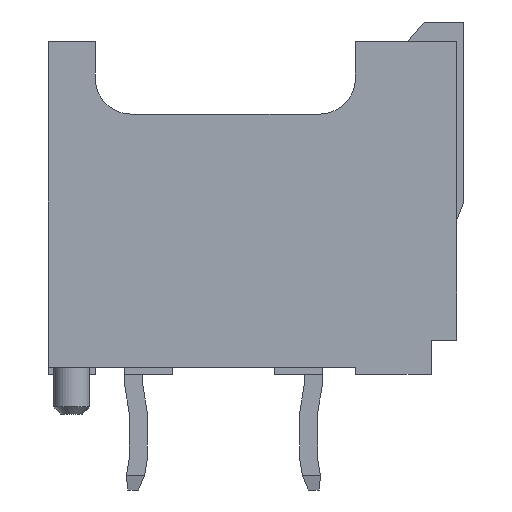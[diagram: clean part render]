
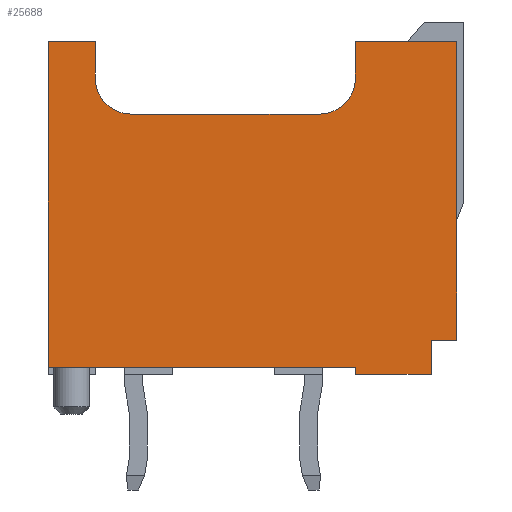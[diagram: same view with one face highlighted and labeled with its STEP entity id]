
A CAD part, left-side view. The second image highlights one B-rep face of the part: STEP entity #25688.
In plain terms, the highlighted face is planar.
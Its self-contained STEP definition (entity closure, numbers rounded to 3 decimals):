
#31=CIRCLE('',#26730,1.);
#32=CIRCLE('',#26731,1.);
#1072=ORIENTED_EDGE('',*,*,#5970,.T.);
#1073=ORIENTED_EDGE('',*,*,#5971,.T.);
#1074=ORIENTED_EDGE('',*,*,#5940,.T.);
#1075=ORIENTED_EDGE('',*,*,#5936,.F.);
#1076=ORIENTED_EDGE('',*,*,#5972,.F.);
#1077=ORIENTED_EDGE('',*,*,#5973,.F.);
#1078=ORIENTED_EDGE('',*,*,#5974,.F.);
#1079=ORIENTED_EDGE('',*,*,#5898,.F.);
#1080=ORIENTED_EDGE('',*,*,#5975,.F.);
#1081=ORIENTED_EDGE('',*,*,#5976,.F.);
#1082=ORIENTED_EDGE('',*,*,#5977,.F.);
#1083=ORIENTED_EDGE('',*,*,#5978,.F.);
#1084=ORIENTED_EDGE('',*,*,#5979,.F.);
#1085=ORIENTED_EDGE('',*,*,#5980,.F.);
#5898=EDGE_CURVE('',#8369,#8362,#10262,.T.);
#5936=EDGE_CURVE('',#8395,#8392,#10296,.T.);
#5940=EDGE_CURVE('',#8397,#8392,#10300,.T.);
#5970=EDGE_CURVE('',#8415,#8416,#10330,.T.);
#5971=EDGE_CURVE('',#8416,#8397,#10331,.T.);
#5972=EDGE_CURVE('',#8417,#8395,#10332,.T.);
#5973=EDGE_CURVE('',#8418,#8417,#10333,.T.);
#5974=EDGE_CURVE('',#8362,#8418,#10334,.T.);
#5975=EDGE_CURVE('',#8419,#8369,#10335,.T.);
#5976=EDGE_CURVE('',#8420,#8419,#31,.T.);
#5977=EDGE_CURVE('',#8421,#8420,#10336,.T.);
#5978=EDGE_CURVE('',#8422,#8421,#32,.T.);
#5979=EDGE_CURVE('',#8423,#8422,#10337,.T.);
#5980=EDGE_CURVE('',#8415,#8423,#10338,.T.);
#8362=VERTEX_POINT('',#33402);
#8369=VERTEX_POINT('',#33416);
#8392=VERTEX_POINT('',#33484);
#8395=VERTEX_POINT('',#33490);
#8397=VERTEX_POINT('',#33498);
#8415=VERTEX_POINT('',#33556);
#8416=VERTEX_POINT('',#33557);
#8417=VERTEX_POINT('',#33560);
#8418=VERTEX_POINT('',#33562);
#8419=VERTEX_POINT('',#33565);
#8420=VERTEX_POINT('',#33567);
#8421=VERTEX_POINT('',#33569);
#8422=VERTEX_POINT('',#33571);
#8423=VERTEX_POINT('',#33573);
#10262=LINE('',#33417,#12897);
#10296=LINE('',#33491,#12931);
#10300=LINE('',#33499,#12935);
#10330=LINE('',#33555,#12965);
#10331=LINE('',#33558,#12966);
#10332=LINE('',#33559,#12967);
#10333=LINE('',#33561,#12968);
#10334=LINE('',#33563,#12969);
#10335=LINE('',#33564,#12970);
#10336=LINE('',#33568,#12971);
#10337=LINE('',#33572,#12972);
#10338=LINE('',#33574,#12973);
#12897=VECTOR('',#28531,1000.);
#12931=VECTOR('',#28593,1000.);
#12935=VECTOR('',#28601,1000.);
#12965=VECTOR('',#28649,1000.);
#12966=VECTOR('',#28650,1000.);
#12967=VECTOR('',#28651,1000.);
#12968=VECTOR('',#28652,1000.);
#12969=VECTOR('',#28653,1000.);
#12970=VECTOR('',#28654,1000.);
#12971=VECTOR('',#28657,1000.);
#12972=VECTOR('',#28660,1000.);
#12973=VECTOR('',#28661,1000.);
#15209=EDGE_LOOP('',(#1072,#1073,#1074,#1075,#1076,#1077,#1078,#1079,#1080,
#1081,#1082,#1083,#1084,#1085));
#16339=FACE_BOUND('',#15209,.T.);
#17465=PLANE('',#26729);
#25688=ADVANCED_FACE('',(#16339),#17465,.T.);
#26729=AXIS2_PLACEMENT_3D('',#33554,#28647,#28648);
#26730=AXIS2_PLACEMENT_3D('',#33566,#28655,#28656);
#26731=AXIS2_PLACEMENT_3D('',#33570,#28658,#28659);
#28531=DIRECTION('',(0.,0.,1.));
#28593=DIRECTION('',(0.,0.,-1.));
#28601=DIRECTION('',(0.,1.,0.));
#28647=DIRECTION('',(1.,0.,0.));
#28648=DIRECTION('',(0.,0.,-1.));
#28649=DIRECTION('',(0.,1.,0.));
#28650=DIRECTION('',(0.,0.,1.));
#28651=DIRECTION('',(0.,1.,0.));
#28652=DIRECTION('',(0.,0.,-1.));
#28653=DIRECTION('',(0.,1.,0.));
#28654=DIRECTION('',(0.,-1.,0.));
#28655=DIRECTION('',(1.,0.,0.));
#28656=DIRECTION('',(0.,-1.,0.));
#28657=DIRECTION('',(0.,0.,1.));
#28658=DIRECTION('',(1.,0.,0.));
#28659=DIRECTION('',(0.,-1.,0.));
#28660=DIRECTION('',(0.,1.,0.));
#28661=DIRECTION('',(0.,0.,1.));
#33402=CARTESIAN_POINT('',(17.7,-4.325,5.55));
#33416=CARTESIAN_POINT('',(17.7,-4.325,2.75));
#33417=CARTESIAN_POINT('',(17.7,-4.325,5.75));
#33484=CARTESIAN_POINT('',(17.7,4.875,2.75));
#33490=CARTESIAN_POINT('',(17.7,4.875,4.85));
#33491=CARTESIAN_POINT('',(17.7,4.875,5.75));
#33498=CARTESIAN_POINT('',(17.7,4.675,2.75));
#33499=CARTESIAN_POINT('',(17.7,4.675,2.75));
#33554=CARTESIAN_POINT('',(17.7,-4.875,5.75));
#33555=CARTESIAN_POINT('',(17.7,-4.875,-5.75));
#33556=CARTESIAN_POINT('',(17.7,-4.325,-5.75));
#33557=CARTESIAN_POINT('',(17.7,4.675,-5.75));
#33558=CARTESIAN_POINT('',(17.7,4.675,-4.45));
#33559=CARTESIAN_POINT('',(17.7,3.925,4.85));
#33560=CARTESIAN_POINT('',(17.7,3.925,4.85));
#33561=CARTESIAN_POINT('',(17.7,3.925,5.55));
#33562=CARTESIAN_POINT('',(17.7,3.925,5.55));
#33563=CARTESIAN_POINT('',(17.7,0.625,5.55));
#33564=CARTESIAN_POINT('',(17.7,-3.325,2.75));
#33565=CARTESIAN_POINT('',(17.7,-3.325,2.75));
#33566=CARTESIAN_POINT('',(17.7,-3.325,1.75));
#33567=CARTESIAN_POINT('',(17.7,-2.325,1.75));
#33568=CARTESIAN_POINT('',(17.7,-2.325,-3.45));
#33569=CARTESIAN_POINT('',(17.7,-2.325,-3.45));
#33570=CARTESIAN_POINT('',(17.7,-3.325,-3.45));
#33571=CARTESIAN_POINT('',(17.7,-3.325,-4.45));
#33572=CARTESIAN_POINT('',(17.7,-4.325,-4.45));
#33573=CARTESIAN_POINT('',(17.7,-4.325,-4.45));
#33574=CARTESIAN_POINT('',(17.7,-4.325,-5.75));
